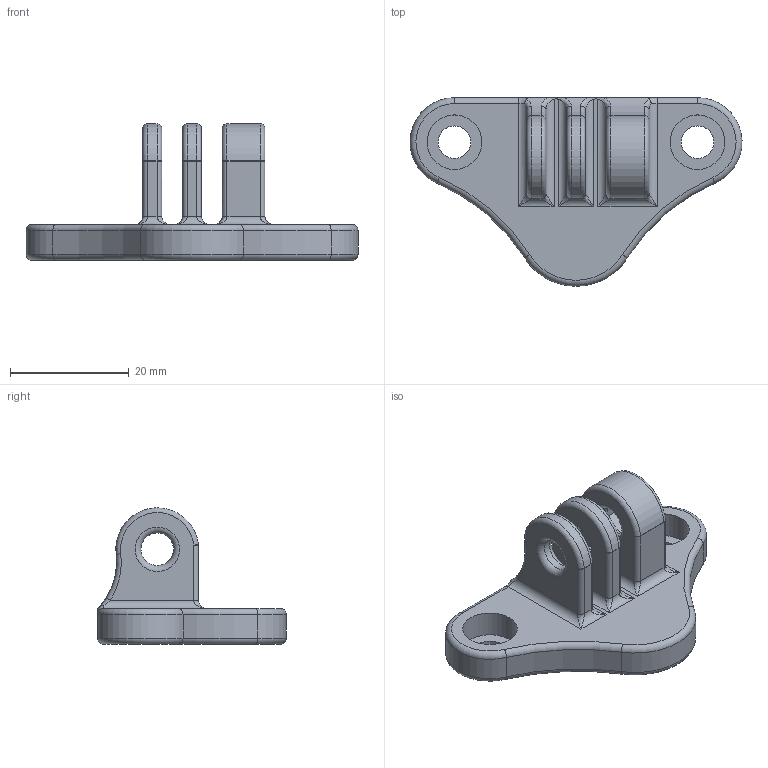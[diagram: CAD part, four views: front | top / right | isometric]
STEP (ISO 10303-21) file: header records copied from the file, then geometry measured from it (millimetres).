
FILE_DESCRIPTION(/* description */ (''),/* implementation_level */ '2;1');
FILE_NAME(/* name */ 'GOPRO.MOUNT0.3.stp',/* time_stamp */ '2016-09-19T21:40:47+02:00',/* author */ ('Administrator'),/* organization */ (''),/* preprocessor_version */ 'ST-DEVELOPER v15.6',/* originating_system */ 'Autodesk Inventor 2015',/* authorisation */ '');
FILE_SCHEMA (('AUTOMOTIVE_DESIGN { 1 0 10303 214 3 1 1 }'));
Length unit declared in the file: millimetre
Products named in the file (1): GOPRO.MOUNT0.3
Bounding box: 55.99 x 31.81 x 22.99 mm (x, y, z)
Volume: 8980.7 mm3; surface area: 4977.7 mm2
Topology: 1 solids, 1 shells, 107 faces, 252 edges, 138 vertices
Faces by surface type: cylinder 39, torus 29, plane 21, bspline 18
Full cylindrical faces by diameter (mm): 5.5 x5, 9.2 x2
Entity records: 3598 total; most frequent: CARTESIAN_POINT 1282, DIRECTION 486, ORIENTED_EDGE 454, EDGE_CURVE 227, AXIS2_PLACEMENT_3D 207, VERTEX_POINT 137, EDGE_LOOP 132, FACE_OUTER_BOUND 107
